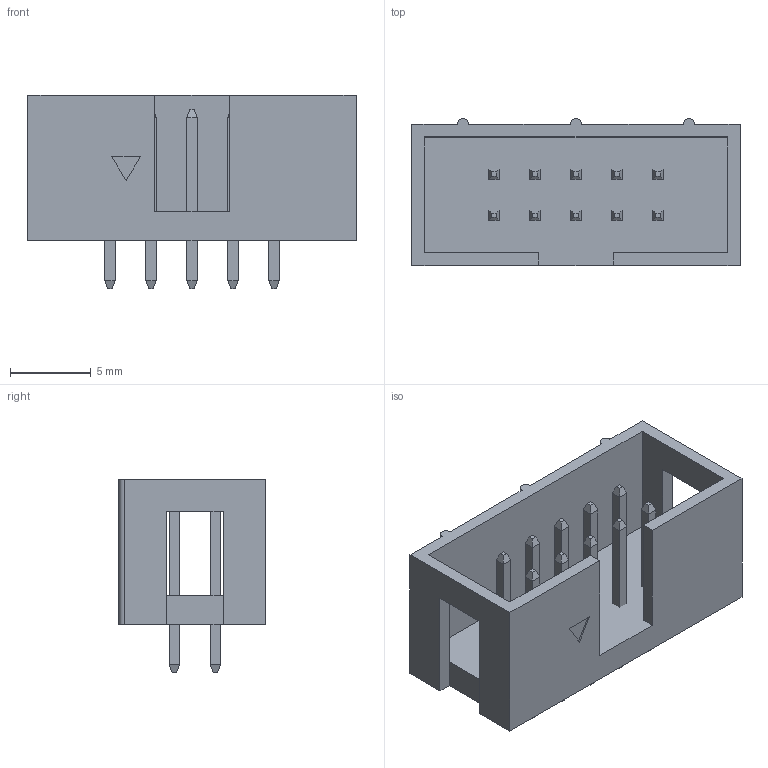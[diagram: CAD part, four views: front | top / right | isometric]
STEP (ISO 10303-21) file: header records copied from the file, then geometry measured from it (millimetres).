
FILE_DESCRIPTION (( 'STEP AP214' ), '1' );
FILE_NAME ('BH-10_IDC-10_DS-1013-10S.STEP', '2021-03-30T14:30:30', ( '' ), ( '' ), 'SwSTEP 2.0', 'SolidWorks 2020', '' );
FILE_SCHEMA (( 'AUTOMOTIVE_DESIGN' ));
Length unit declared in the file: millimetre
Products named in the file (1): BH-10_IDC-10_DS-1013-10S
Bounding box: 20.32 x 9.1 x 12 mm (x, y, z)
Volume: 619.4 mm3; surface area: 1438.3 mm2
Topology: 11 solids, 11 shells, 172 faces, 375 edges, 222 vertices
Faces by surface type: plane 169, cylinder 3
Entity records: 6209 total; most frequent: CARTESIAN_POINT 770, ORIENTED_EDGE 750, DIRECTION 727, EDGE_CURVE 375, VECTOR 369, LINE 369, VERTEX_POINT 222, AXIS2_PLACEMENT_3D 179
